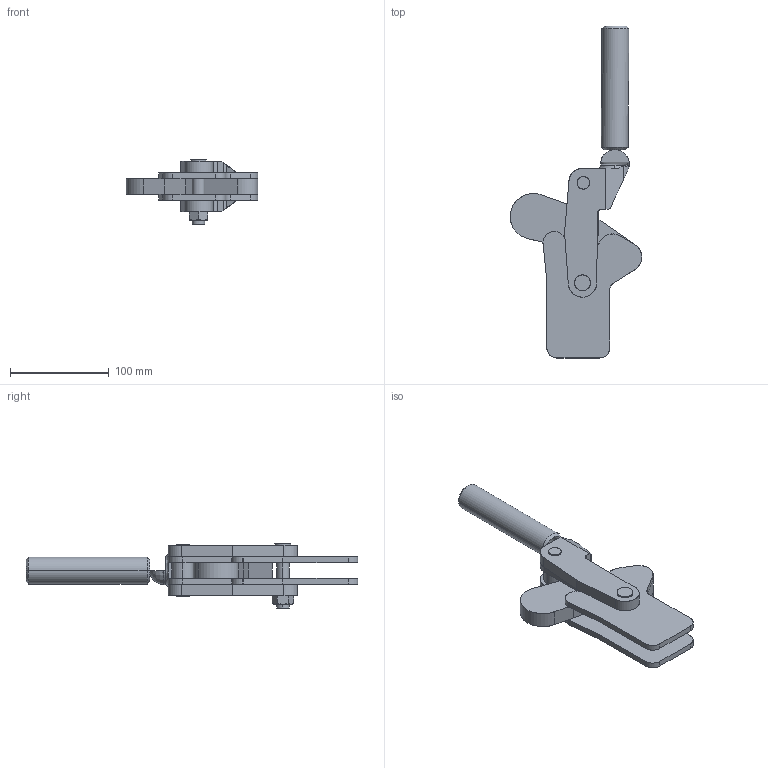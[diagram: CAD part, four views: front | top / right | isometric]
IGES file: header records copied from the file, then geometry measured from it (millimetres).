
Start section: SolidWorks IGES file using analytic representation for surfaces
Bounding box: 133.19 x 335.96 x 65 mm (x, y, z)
Surface area: 120909.3 mm2 (no closed solid volume)
Topology: 0 solids, 0 shells, 152 faces, 2726 edges, 2725 vertices
Faces by surface type: revolution 82, bspline 70
